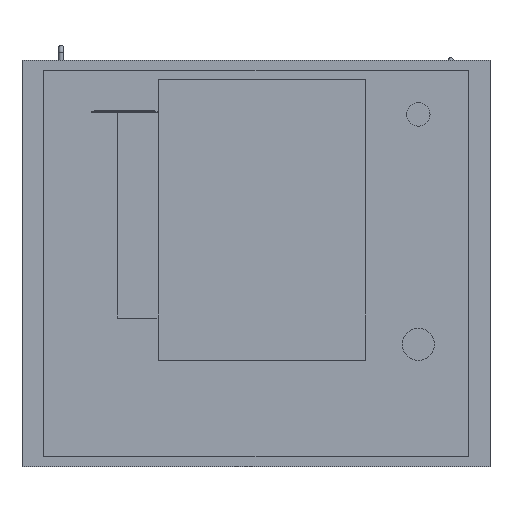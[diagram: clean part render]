
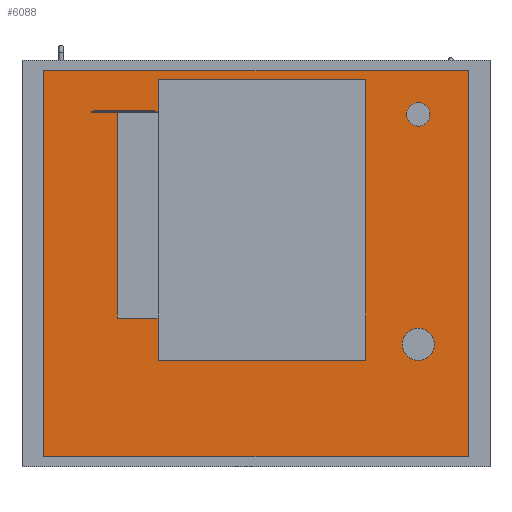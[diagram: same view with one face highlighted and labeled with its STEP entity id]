
A CAD part, front view. The second image highlights one B-rep face of the part: STEP entity #6088.
In plain terms, the highlighted planar face has unit normal (0, -1, 0).
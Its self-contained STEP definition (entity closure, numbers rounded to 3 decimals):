
#98=FACE_BOUND('',#803,.T.);
#99=FACE_BOUND('',#804,.T.);
#118=PLANE('',#6530);
#425=FACE_OUTER_BOUND('',#802,.T.);
#802=EDGE_LOOP('',(#4303,#4304,#4305,#4306));
#803=EDGE_LOOP('',(#4307));
#804=EDGE_LOOP('',(#4308));
#1186=LINE('',#8856,#1919);
#1190=LINE('',#8864,#1923);
#1193=LINE('',#8870,#1926);
#1196=LINE('',#8875,#1929);
#1919=VECTOR('',#7078,10.);
#1923=VECTOR('',#7084,10.);
#1926=VECTOR('',#7089,10.);
#1929=VECTOR('',#7094,10.);
#2639=CIRCLE('',#6514,20.);
#2641=CIRCLE('',#6518,27.5);
#2785=VERTEX_POINT('',#8817);
#2787=VERTEX_POINT('',#8824);
#2796=VERTEX_POINT('',#8854);
#2797=VERTEX_POINT('',#8855);
#2800=VERTEX_POINT('',#8863);
#2802=VERTEX_POINT('',#8869);
#3372=EDGE_CURVE('',#2785,#2785,#2639,.T.);
#3375=EDGE_CURVE('',#2787,#2787,#2641,.T.);
#3388=EDGE_CURVE('',#2796,#2797,#1186,.T.);
#3392=EDGE_CURVE('',#2800,#2796,#1190,.T.);
#3395=EDGE_CURVE('',#2802,#2800,#1193,.T.);
#3398=EDGE_CURVE('',#2797,#2802,#1196,.T.);
#4303=ORIENTED_EDGE('',*,*,#3398,.F.);
#4304=ORIENTED_EDGE('',*,*,#3388,.F.);
#4305=ORIENTED_EDGE('',*,*,#3392,.F.);
#4306=ORIENTED_EDGE('',*,*,#3395,.F.);
#4307=ORIENTED_EDGE('',*,*,#3372,.T.);
#4308=ORIENTED_EDGE('',*,*,#3375,.T.);
#6088=ADVANCED_FACE('',(#425,#98,#99),#118,.F.);
#6514=AXIS2_PLACEMENT_3D('',#8819,#7041,#7042);
#6518=AXIS2_PLACEMENT_3D('',#8826,#7050,#7051);
#6530=AXIS2_PLACEMENT_3D('',#8878,#7098,#7099);
#7041=DIRECTION('center_axis',(0.,1.,0.));
#7042=DIRECTION('ref_axis',(1.,0.,0.));
#7050=DIRECTION('center_axis',(0.,1.,0.));
#7051=DIRECTION('ref_axis',(1.,0.,0.));
#7078=DIRECTION('',(0.,0.,1.));
#7084=DIRECTION('',(-1.,0.,0.));
#7089=DIRECTION('',(0.,0.,-1.));
#7094=DIRECTION('',(1.,0.,0.));
#7098=DIRECTION('center_axis',(0.,1.,0.));
#7099=DIRECTION('ref_axis',(0.,0.,1.));
#8817=CARTESIAN_POINT('',(257.5,0.,255.));
#8819=CARTESIAN_POINT('Origin',(277.5,0.,255.));
#8824=CARTESIAN_POINT('',(250.,0.,-138.));
#8826=CARTESIAN_POINT('Origin',(277.5,0.,-138.));
#8854=CARTESIAN_POINT('',(-362.5,0.,-330.));
#8855=CARTESIAN_POINT('',(-362.5,0.,330.));
#8856=CARTESIAN_POINT('',(-362.5,0.,-330.));
#8863=CARTESIAN_POINT('',(362.5,0.,-330.));
#8864=CARTESIAN_POINT('',(362.5,0.,-330.));
#8869=CARTESIAN_POINT('',(362.5,0.,330.));
#8870=CARTESIAN_POINT('',(362.5,0.,330.));
#8875=CARTESIAN_POINT('',(-362.5,0.,330.));
#8878=CARTESIAN_POINT('Origin',(0.,0.,0.));
